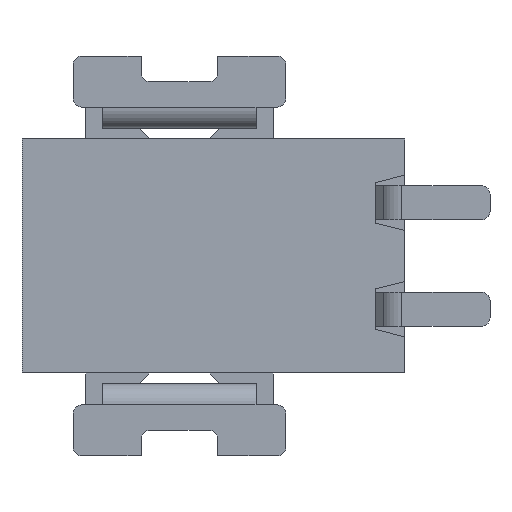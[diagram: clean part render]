
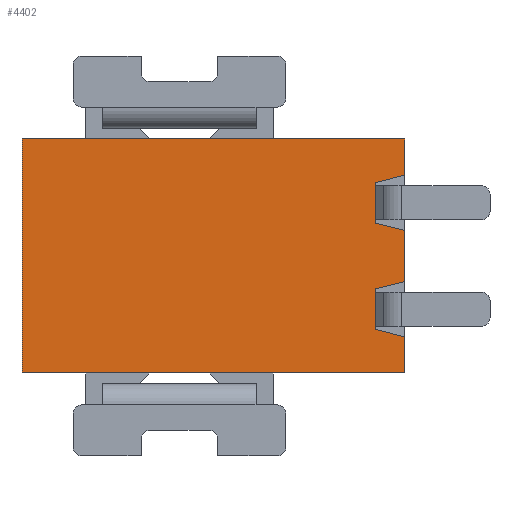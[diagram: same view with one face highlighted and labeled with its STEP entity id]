
A CAD part, front view. The second image highlights one B-rep face of the part: STEP entity #4402.
In plain terms, the highlighted planar face has unit normal (0, -1, 0).
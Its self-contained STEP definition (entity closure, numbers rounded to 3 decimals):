
#16 = CARTESIAN_POINT ( 'NONE',  ( 9., 0., 2.35 ) ) ;
#48 = VECTOR ( 'NONE', #4424, 1000. ) ;
#53 = DIRECTION ( 'NONE',  ( 0., 0., -1. ) ) ;
#209 = LINE ( 'NONE', #7232, #8989 ) ;
#395 = CARTESIAN_POINT ( 'NONE',  ( 9., 0., 2.75 ) ) ;
#485 = DIRECTION ( 'NONE',  ( -0.97, 0., 0.243 ) ) ;
#524 = LINE ( 'NONE', #7812, #7322 ) ;
#737 = VERTEX_POINT ( 'NONE', #1096 ) ;
#904 = ORIENTED_EDGE ( 'NONE', *, *, #9444, .T. ) ;
#974 = LINE ( 'NONE', #9037, #5373 ) ;
#1051 = EDGE_CURVE ( 'NONE', #9466, #8731, #6043, .T. ) ;
#1096 = CARTESIAN_POINT ( 'NONE',  ( 8.3, 0., 0.775 ) ) ;
#1239 = VECTOR ( 'NONE', #8047, 1000. ) ;
#1244 = EDGE_CURVE ( 'NONE', #9466, #4046, #974, .T. ) ;
#1306 = DIRECTION ( 'NONE',  ( 0.97, 0., 0.243 ) ) ;
#1447 = EDGE_CURVE ( 'NONE', #3467, #3168, #3789, .T. ) ;
#1502 = CARTESIAN_POINT ( 'NONE',  ( 0., 0., -4.022 ) ) ;
#1549 = EDGE_LOOP ( 'NONE', ( #9650, #4458, #8553, #8584, #9894, #1809, #6667, #6073, #7280, #904, #6486, #4892 ) ) ;
#1552 = DIRECTION ( 'NONE',  ( 0., 0., -1. ) ) ;
#1611 = LINE ( 'NONE', #16, #7603 ) ;
#1809 = ORIENTED_EDGE ( 'NONE', *, *, #1244, .T. ) ;
#1874 = EDGE_CURVE ( 'NONE', #6902, #10581, #209, .T. ) ;
#2041 = LINE ( 'NONE', #8756, #1239 ) ;
#2093 = CARTESIAN_POINT ( 'NONE',  ( 2.042, 0., 2.75 ) ) ;
#2242 = LINE ( 'NONE', #10801, #10507 ) ;
#2409 = VECTOR ( 'NONE', #8636, 1000. ) ;
#2573 = PLANE ( 'NONE',  #10778 ) ;
#2946 = VECTOR ( 'NONE', #53, 1000. ) ;
#2947 = DIRECTION ( 'NONE',  ( 0., 0., -1. ) ) ;
#2986 = LINE ( 'NONE', #2093, #5630 ) ;
#2995 = EDGE_CURVE ( 'NONE', #3168, #8731, #2041, .T. ) ;
#3079 = EDGE_CURVE ( 'NONE', #10055, #3467, #2986, .T. ) ;
#3168 = VERTEX_POINT ( 'NONE', #10698 ) ;
#3170 = VERTEX_POINT ( 'NONE', #6377 ) ;
#3386 = CARTESIAN_POINT ( 'NONE',  ( 9., 0., -2.75 ) ) ;
#3467 = VERTEX_POINT ( 'NONE', #7248 ) ;
#3584 = DIRECTION ( 'NONE',  ( 0., 0., -1. ) ) ;
#3756 = LINE ( 'NONE', #7058, #2409 ) ;
#3789 = LINE ( 'NONE', #1502, #6314 ) ;
#3833 = EDGE_CURVE ( 'NONE', #10055, #10581, #1611, .T. ) ;
#4046 = VERTEX_POINT ( 'NONE', #4809 ) ;
#4199 = VERTEX_POINT ( 'NONE', #9888 ) ;
#4221 = CARTESIAN_POINT ( 'NONE',  ( 9., 0., -1.9 ) ) ;
#4234 = VECTOR ( 'NONE', #5033, 1000. ) ;
#4402 = ADVANCED_FACE ( 'NONE', ( #5067 ), #2573, .T. ) ;
#4424 = DIRECTION ( 'NONE',  ( 0., 0., -1. ) ) ;
#4458 = ORIENTED_EDGE ( 'NONE', *, *, #3079, .T. ) ;
#4809 = CARTESIAN_POINT ( 'NONE',  ( 8.3, 0., -1.725 ) ) ;
#4840 = CARTESIAN_POINT ( 'NONE',  ( 8.3, 0., 1.725 ) ) ;
#4892 = ORIENTED_EDGE ( 'NONE', *, *, #1874, .T. ) ;
#5033 = DIRECTION ( 'NONE',  ( -0.97, 0., 0.243 ) ) ;
#5067 = FACE_OUTER_BOUND ( 'NONE', #1549, .T. ) ;
#5309 = CARTESIAN_POINT ( 'NONE',  ( 9., 0., 2.35 ) ) ;
#5373 = VECTOR ( 'NONE', #485, 1000. ) ;
#5630 = VECTOR ( 'NONE', #7128, 1000. ) ;
#5904 = CARTESIAN_POINT ( 'NONE',  ( 2.042, 0., -4.022 ) ) ;
#5982 = EDGE_CURVE ( 'NONE', #6902, #737, #3756, .T. ) ;
#6043 = LINE ( 'NONE', #5309, #48 ) ;
#6073 = ORIENTED_EDGE ( 'NONE', *, *, #6691, .T. ) ;
#6314 = VECTOR ( 'NONE', #9960, 1000. ) ;
#6377 = CARTESIAN_POINT ( 'NONE',  ( 9., 0., 0.6 ) ) ;
#6486 = ORIENTED_EDGE ( 'NONE', *, *, #5982, .F. ) ;
#6526 = EDGE_CURVE ( 'NONE', #4199, #4046, #524, .T. ) ;
#6663 = DIRECTION ( 'NONE',  ( 0., -1., 0. ) ) ;
#6667 = ORIENTED_EDGE ( 'NONE', *, *, #6526, .F. ) ;
#6691 = EDGE_CURVE ( 'NONE', #4199, #8081, #2242, .T. ) ;
#6885 = CARTESIAN_POINT ( 'NONE',  ( 9., 0., 2.35 ) ) ;
#6902 = VERTEX_POINT ( 'NONE', #4840 ) ;
#7058 = CARTESIAN_POINT ( 'NONE',  ( 8.3, 0., -0.55 ) ) ;
#7128 = DIRECTION ( 'NONE',  ( -1., 0., 0. ) ) ;
#7232 = CARTESIAN_POINT ( 'NONE',  ( 8.3, 0., 1.725 ) ) ;
#7248 = CARTESIAN_POINT ( 'NONE',  ( 0., 0., 2.75 ) ) ;
#7280 = ORIENTED_EDGE ( 'NONE', *, *, #8322, .F. ) ;
#7322 = VECTOR ( 'NONE', #2947, 1000. ) ;
#7435 = DIRECTION ( 'NONE',  ( 0.97, 0., 0.243 ) ) ;
#7603 = VECTOR ( 'NONE', #3584, 1000. ) ;
#7812 = CARTESIAN_POINT ( 'NONE',  ( 8.3, 0., -0.55 ) ) ;
#8047 = DIRECTION ( 'NONE',  ( 1., 0., 0. ) ) ;
#8081 = VERTEX_POINT ( 'NONE', #8170 ) ;
#8170 = CARTESIAN_POINT ( 'NONE',  ( 9., 0., -0.6 ) ) ;
#8322 = EDGE_CURVE ( 'NONE', #3170, #8081, #10404, .T. ) ;
#8553 = ORIENTED_EDGE ( 'NONE', *, *, #1447, .T. ) ;
#8584 = ORIENTED_EDGE ( 'NONE', *, *, #2995, .T. ) ;
#8636 = DIRECTION ( 'NONE',  ( 0., 0., -1. ) ) ;
#8731 = VERTEX_POINT ( 'NONE', #3386 ) ;
#8756 = CARTESIAN_POINT ( 'NONE',  ( 2.042, 0., -2.75 ) ) ;
#8989 = VECTOR ( 'NONE', #1306, 1000. ) ;
#9037 = CARTESIAN_POINT ( 'NONE',  ( 9., 0., -1.9 ) ) ;
#9444 = EDGE_CURVE ( 'NONE', #3170, #737, #11009, .T. ) ;
#9466 = VERTEX_POINT ( 'NONE', #4221 ) ;
#9650 = ORIENTED_EDGE ( 'NONE', *, *, #3833, .F. ) ;
#9864 = CARTESIAN_POINT ( 'NONE',  ( 9., 0., 1.9 ) ) ;
#9888 = CARTESIAN_POINT ( 'NONE',  ( 8.3, 0., -0.775 ) ) ;
#9894 = ORIENTED_EDGE ( 'NONE', *, *, #1051, .F. ) ;
#9960 = DIRECTION ( 'NONE',  ( 0., 0., -1. ) ) ;
#10055 = VERTEX_POINT ( 'NONE', #395 ) ;
#10404 = LINE ( 'NONE', #6885, #2946 ) ;
#10507 = VECTOR ( 'NONE', #7435, 1000. ) ;
#10581 = VERTEX_POINT ( 'NONE', #9864 ) ;
#10698 = CARTESIAN_POINT ( 'NONE',  ( 0., 0., -2.75 ) ) ;
#10778 = AXIS2_PLACEMENT_3D ( 'NONE', #5904, #6663, #1552 ) ;
#10801 = CARTESIAN_POINT ( 'NONE',  ( 8.3, 0., -0.775 ) ) ;
#11009 = LINE ( 'NONE', #11052, #4234 ) ;
#11052 = CARTESIAN_POINT ( 'NONE',  ( 9., 0., 0.6 ) ) ;
